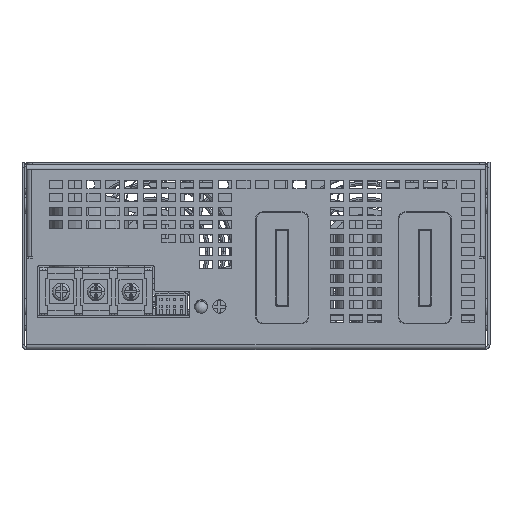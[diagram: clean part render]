
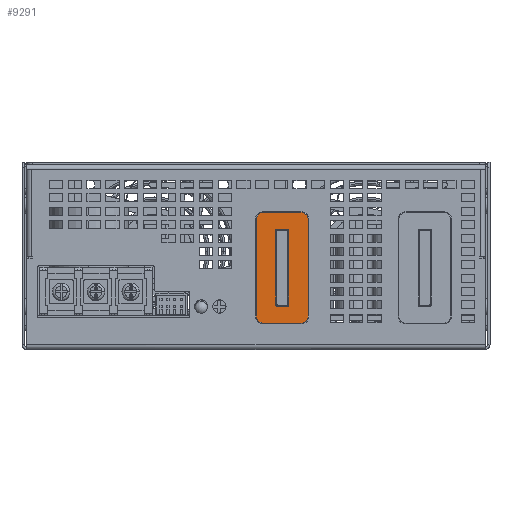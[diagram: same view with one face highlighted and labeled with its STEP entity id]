
A CAD part, left-side view. The second image highlights one B-rep face of the part: STEP entity #9291.
In plain terms, the highlighted face is planar.
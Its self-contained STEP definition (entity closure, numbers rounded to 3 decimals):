
#5549=FACE_BOUND('',#16590,.T.);
#5550=FACE_BOUND('',#16591,.T.);
#9291=ADVANCED_FACE('NONE',(#5549,#5550),#11004,.T.);
#11004=PLANE('',#60096);
#16590=EDGE_LOOP('',(#37942,#37943,#37944,#37945,#37946,#37947,#37948,#37949));
#16591=EDGE_LOOP('',(#37950,#37951,#37952,#37953,#37954,#37955,#37956,#37957));
#20764=LINE('',#87531,#25732);
#20767=LINE('',#87538,#25735);
#20768=LINE('',#87555,#25736);
#20771=LINE('',#87562,#25739);
#20864=LINE('',#88377,#25832);
#20867=LINE('',#88384,#25835);
#20868=LINE('',#88401,#25836);
#20871=LINE('',#88408,#25839);
#25732=VECTOR('',#71248,1.);
#25735=VECTOR('',#71255,1.);
#25736=VECTOR('',#71276,1.);
#25739=VECTOR('',#71283,1.);
#25832=VECTOR('',#71712,1.);
#25835=VECTOR('',#71719,1.);
#25836=VECTOR('',#71740,1.);
#25839=VECTOR('',#71747,1.);
#37942=ORIENTED_EDGE('',*,*,#52235,.T.);
#37943=ORIENTED_EDGE('',*,*,#52229,.T.);
#37944=ORIENTED_EDGE('',*,*,#52231,.T.);
#37945=ORIENTED_EDGE('',*,*,#52237,.T.);
#37946=ORIENTED_EDGE('',*,*,#52243,.T.);
#37947=ORIENTED_EDGE('',*,*,#52249,.T.);
#37948=ORIENTED_EDGE('',*,*,#52247,.T.);
#37949=ORIENTED_EDGE('',*,*,#52241,.T.);
#37950=ORIENTED_EDGE('',*,*,#52005,.T.);
#37951=ORIENTED_EDGE('',*,*,#51999,.T.);
#37952=ORIENTED_EDGE('',*,*,#52001,.T.);
#37953=ORIENTED_EDGE('',*,*,#52007,.T.);
#37954=ORIENTED_EDGE('',*,*,#52013,.T.);
#37955=ORIENTED_EDGE('',*,*,#52019,.T.);
#37956=ORIENTED_EDGE('',*,*,#52017,.T.);
#37957=ORIENTED_EDGE('',*,*,#52011,.T.);
#45470=VERTEX_POINT('',#87520);
#45473=VERTEX_POINT('',#87525);
#45475=VERTEX_POINT('',#87530);
#45476=VERTEX_POINT('',#87535);
#45479=VERTEX_POINT('',#87542);
#45480=VERTEX_POINT('',#87547);
#45483=VERTEX_POINT('',#87554);
#45484=VERTEX_POINT('',#87559);
#45622=VERTEX_POINT('',#88366);
#45625=VERTEX_POINT('',#88371);
#45627=VERTEX_POINT('',#88376);
#45628=VERTEX_POINT('',#88381);
#45631=VERTEX_POINT('',#88388);
#45632=VERTEX_POINT('',#88393);
#45635=VERTEX_POINT('',#88400);
#45636=VERTEX_POINT('',#88405);
#51999=EDGE_CURVE('NONE',#45470,#45473,#55960,.T.);
#52001=EDGE_CURVE('NONE',#45473,#45475,#20764,.T.);
#52005=EDGE_CURVE('NONE',#45476,#45470,#20767,.T.);
#52007=EDGE_CURVE('NONE',#45475,#45479,#55964,.T.);
#52011=EDGE_CURVE('NONE',#45480,#45476,#55968,.T.);
#52013=EDGE_CURVE('NONE',#45479,#45483,#20768,.T.);
#52017=EDGE_CURVE('NONE',#45484,#45480,#20771,.T.);
#52019=EDGE_CURVE('NONE',#45483,#45484,#55972,.T.);
#52229=EDGE_CURVE('NONE',#45622,#45625,#56070,.T.);
#52231=EDGE_CURVE('NONE',#45625,#45627,#20864,.T.);
#52235=EDGE_CURVE('NONE',#45628,#45622,#20867,.T.);
#52237=EDGE_CURVE('NONE',#45627,#45631,#56074,.T.);
#52241=EDGE_CURVE('NONE',#45632,#45628,#56078,.T.);
#52243=EDGE_CURVE('NONE',#45631,#45635,#20868,.T.);
#52247=EDGE_CURVE('NONE',#45636,#45632,#20871,.T.);
#52249=EDGE_CURVE('NONE',#45635,#45636,#56082,.T.);
#55960=CIRCLE('',#59885,0.5);
#55964=CIRCLE('',#59892,0.5);
#55968=CIRCLE('',#59897,0.5);
#55972=CIRCLE('',#59904,0.5);
#56070=CIRCLE('',#60067,2.7);
#56074=CIRCLE('',#60074,2.7);
#56078=CIRCLE('',#60079,2.7);
#56082=CIRCLE('',#60086,2.7);
#59885=AXIS2_PLACEMENT_3D('',#87526,#71242,#71243);
#59892=AXIS2_PLACEMENT_3D('',#87543,#71260,#71261);
#59897=AXIS2_PLACEMENT_3D('',#87550,#71270,#71271);
#59904=AXIS2_PLACEMENT_3D('',#87565,#71288,#71289);
#60067=AXIS2_PLACEMENT_3D('',#88372,#71706,#71707);
#60074=AXIS2_PLACEMENT_3D('',#88389,#71724,#71725);
#60079=AXIS2_PLACEMENT_3D('',#88396,#71734,#71735);
#60086=AXIS2_PLACEMENT_3D('',#88411,#71752,#71753);
#60096=AXIS2_PLACEMENT_3D('',#88437,#71788,#71789);
#71242=DIRECTION('',(0.,0.,-1.));
#71243=DIRECTION('',(1.,0.,0.));
#71248=DIRECTION('',(-1.,0.,0.));
#71255=DIRECTION('',(0.,-1.,0.));
#71260=DIRECTION('',(0.,0.,-1.));
#71261=DIRECTION('',(1.,0.,0.));
#71270=DIRECTION('',(0.,0.,-1.));
#71271=DIRECTION('',(1.,0.,0.));
#71276=DIRECTION('',(0.,1.,0.));
#71283=DIRECTION('',(1.,0.,0.));
#71288=DIRECTION('',(0.,0.,-1.));
#71289=DIRECTION('',(1.,0.,0.));
#71706=DIRECTION('',(0.,0.,1.));
#71707=DIRECTION('',(1.,0.,0.));
#71712=DIRECTION('',(0.,1.,0.));
#71719=DIRECTION('',(1.,0.,0.));
#71724=DIRECTION('',(0.,0.,1.));
#71725=DIRECTION('',(1.,0.,0.));
#71734=DIRECTION('',(0.,0.,1.));
#71735=DIRECTION('',(1.,0.,0.));
#71740=DIRECTION('',(-1.,0.,0.));
#71747=DIRECTION('',(0.,-1.,0.));
#71752=DIRECTION('',(0.,0.,1.));
#71753=DIRECTION('',(1.,0.,0.));
#71788=DIRECTION('',(0.,0.,1.));
#71789=DIRECTION('',(1.,0.,0.));
#87520=CARTESIAN_POINT('',(6.7,-30.2,10.5));
#87525=CARTESIAN_POINT('',(6.2,-30.7,10.5));
#87526=CARTESIAN_POINT('',(6.2,-30.2,10.5));
#87530=CARTESIAN_POINT('',(2.3,-30.7,10.5));
#87531=CARTESIAN_POINT('',(11.25,-30.7,10.5));
#87535=CARTESIAN_POINT('',(6.7,-2.3,10.5));
#87538=CARTESIAN_POINT('',(6.7,-34.25,10.5));
#87542=CARTESIAN_POINT('',(1.8,-30.2,10.5));
#87543=CARTESIAN_POINT('',(2.3,-30.2,10.5));
#87547=CARTESIAN_POINT('',(6.2,-1.8,10.5));
#87550=CARTESIAN_POINT('',(6.2,-2.3,10.5));
#87554=CARTESIAN_POINT('',(1.8,-2.3,10.5));
#87555=CARTESIAN_POINT('',(1.8,-34.25,10.5));
#87559=CARTESIAN_POINT('',(2.3,-1.8,10.5));
#87562=CARTESIAN_POINT('',(11.25,-1.8,10.5));
#87565=CARTESIAN_POINT('',(2.3,-2.3,10.5));
#88366=CARTESIAN_POINT('',(11.25,-36.95,10.5));
#88371=CARTESIAN_POINT('',(13.95,-34.25,10.5));
#88372=CARTESIAN_POINT('',(11.25,-34.25,10.5));
#88376=CARTESIAN_POINT('',(13.95,1.75,10.5));
#88377=CARTESIAN_POINT('',(13.95,1.75,10.5));
#88381=CARTESIAN_POINT('',(-2.75,-36.95,10.5));
#88384=CARTESIAN_POINT('',(11.25,-36.95,10.5));
#88388=CARTESIAN_POINT('',(11.25,4.45,10.5));
#88389=CARTESIAN_POINT('',(11.25,1.75,10.5));
#88393=CARTESIAN_POINT('',(-5.45,-34.25,10.5));
#88396=CARTESIAN_POINT('',(-2.75,-34.25,10.5));
#88400=CARTESIAN_POINT('',(-2.75,4.45,10.5));
#88401=CARTESIAN_POINT('',(-2.75,4.45,10.5));
#88405=CARTESIAN_POINT('',(-5.45,1.75,10.5));
#88408=CARTESIAN_POINT('',(-5.45,-34.25,10.5));
#88411=CARTESIAN_POINT('',(-2.75,1.75,10.5));
#88437=CARTESIAN_POINT('',(11.25,-34.25,10.5));
